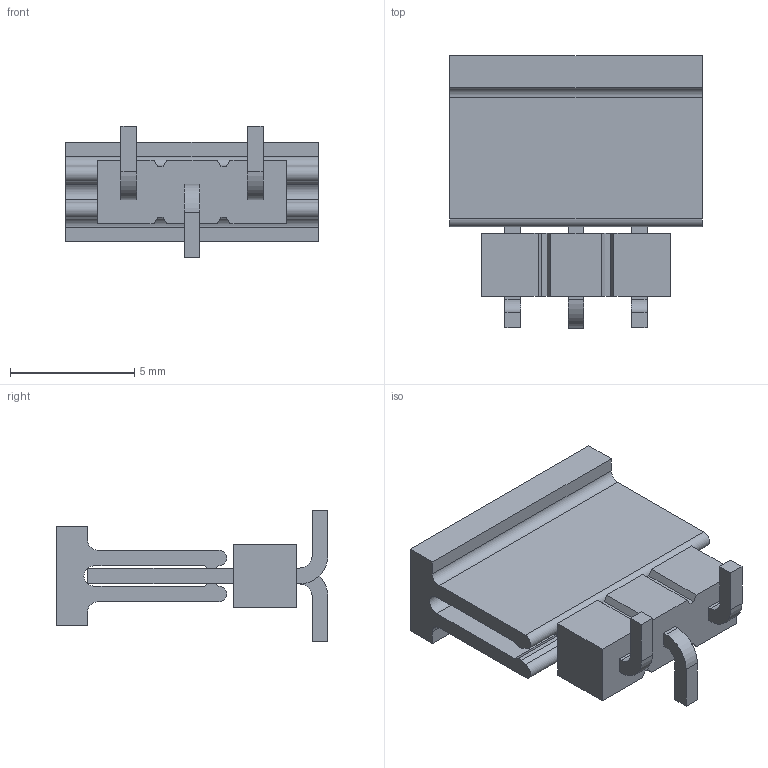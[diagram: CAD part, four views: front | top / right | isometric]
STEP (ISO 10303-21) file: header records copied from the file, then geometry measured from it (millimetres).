
FILE_DESCRIPTION(/* description */ ('STEP AP214'),/* implementation_level */ '2;1');
FILE_NAME(/* name */ 'TSM-103-01-TM-SV-P-TR',/* time_stamp */ '2024-09-26T15:18:10+02:00',/* author */ ('License CC BY-ND 4.0'),/* organization */ ('CADENAS'),/* preprocessor_version */ 'ST-DEVELOPER v19.3',/* originating_system */ 'PARTsolutions',/* authorisation */ ' ');
FILE_SCHEMA (('AUTOMOTIVE_DESIGN {1 0 10303 214 3 1 1}'));
Length unit declared in the file: inch
Products named in the file (5): TSM-103-01-TM-SV-P-TR; TSM-103-01-SV_body; PPP-07-01-3--SV; T-1S6-16-TM(-01-3-SV); T-1S6-16-TM(-01-3-SV)2
Assembly tree (4 placements, depth 2):
  TSM-103-01-TM-SV-P-TR
    TSM-103-01-SV_body
    PPP-07-01-3--SV
    T-1S6-16-TM(-01-3-SV)
    T-1S6-16-TM(-01-3-SV)2
Bounding box: 10.16 x 10.92 x 5.28 mm (x, y, z)
Volume: 183.6 mm3; surface area: 566.4 mm2
Topology: 4 solids, 4 shells, 106 faces, 288 edges, 192 vertices
Faces by surface type: plane 95, cylinder 11
Entity records: 3436 total; most frequent: CARTESIAN_POINT 591, ORIENTED_EDGE 576, DIRECTION 532, EDGE_CURVE 288, LINE 266, VECTOR 266, VERTEX_POINT 192, AXIS2_PLACEMENT_3D 133
